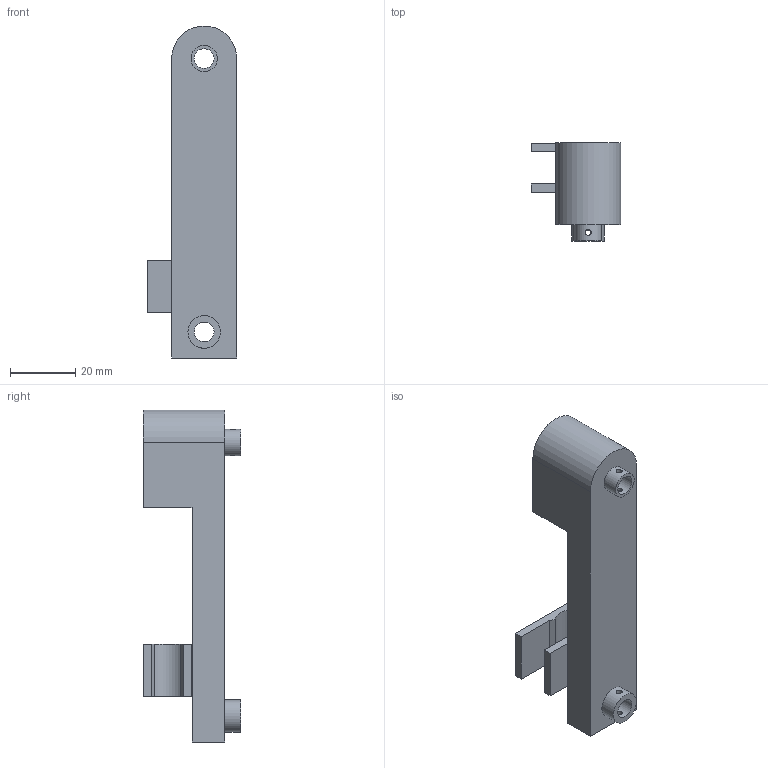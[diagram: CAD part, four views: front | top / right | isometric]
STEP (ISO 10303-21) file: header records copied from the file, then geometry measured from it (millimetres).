
FILE_DESCRIPTION(/* description */ (''),/* implementation_level */ '2;1');
FILE_NAME(/* name */ 'Rotatable Base(Bottom).step',/* time_stamp */ '2023-07-30T19:10:58+08:00',/* author */ (''),/* organization */ (''),/* preprocessor_version */ 'ST-DEVELOPER v19.2',/* originating_system */ 'Autodesk Translation Framework v11.17.0.187',/* authorisation */ '');
FILE_SCHEMA (('AUTOMOTIVE_DESIGN { 1 0 10303 214 3 1 1 }'));
Length unit declared in the file: millimetre
Products named in the file (2): Rotatable Base(Bottom); Jet Base
Assembly tree (1 placements, depth 2):
  Rotatable Base(Bottom)
    Jet Base
Bounding box: 27.5 x 30 x 102 mm (x, y, z)
Volume: 25786.9 mm3; surface area: 11632.5 mm2
Topology: 2 solids, 2 shells, 34 faces, 84 edges, 56 vertices
Faces by surface type: plane 23, cylinder 11
Full cylindrical faces by diameter (mm): 1.8 x4, 6.1 x2, 8.1 x1, 10 x1
Entity records: 1328 total; most frequent: CARTESIAN_POINT 441, ORIENTED_EDGE 168, DIRECTION 164, EDGE_CURVE 84, LINE 62, VECTOR 62, VERTEX_POINT 56, AXIS2_PLACEMENT_3D 51
